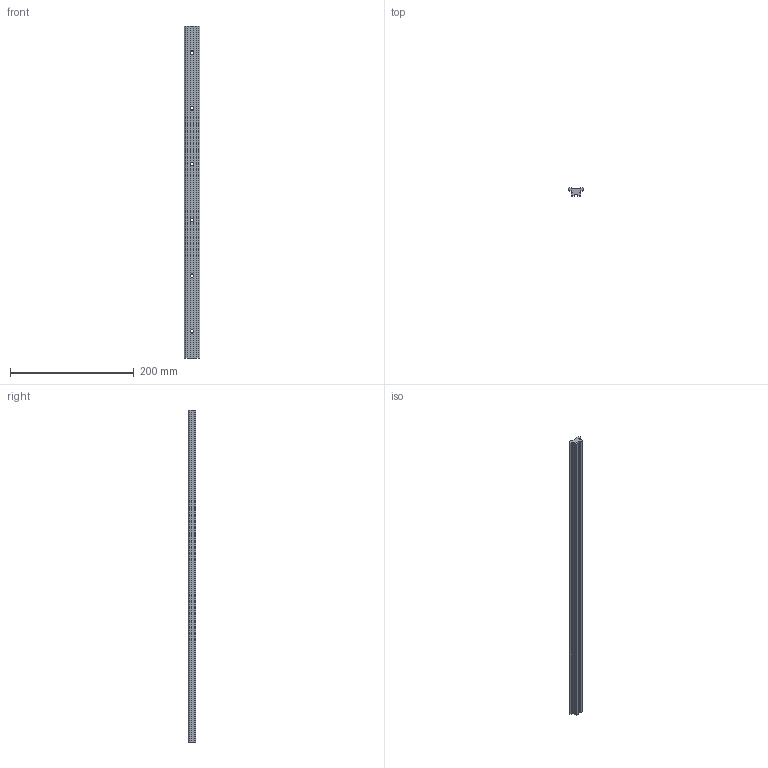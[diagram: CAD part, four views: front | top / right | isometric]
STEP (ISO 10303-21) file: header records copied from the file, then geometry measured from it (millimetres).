
FILE_DESCRIPTION (( 'STEP AP203' ), '1' );
FILE_NAME ('LVR-25-536.step', '2024-05-13T17:19:58', ( '' ), ( '' ), 'SwSTEP 2.0', 'SolidWorks 2023', '' );
FILE_SCHEMA (( 'CONFIG_CONTROL_DESIGN' ));
Length unit declared in the file: millimetre
Products named in the file (1): LVR-25-536
Bounding box: 25.44 x 12.66 x 536 mm (x, y, z)
Volume: 102176.7 mm3; surface area: 44328.9 mm2
Topology: 1 solids, 1 shells, 60 faces, 156 edges, 104 vertices
Faces by surface type: cylinder 36, plane 24
Entity records: 1973 total; most frequent: DIRECTION 350, CARTESIAN_POINT 321, ORIENTED_EDGE 312, EDGE_CURVE 156, AXIS2_PLACEMENT_3D 133, VERTEX_POINT 104, LINE 84, VECTOR 84
